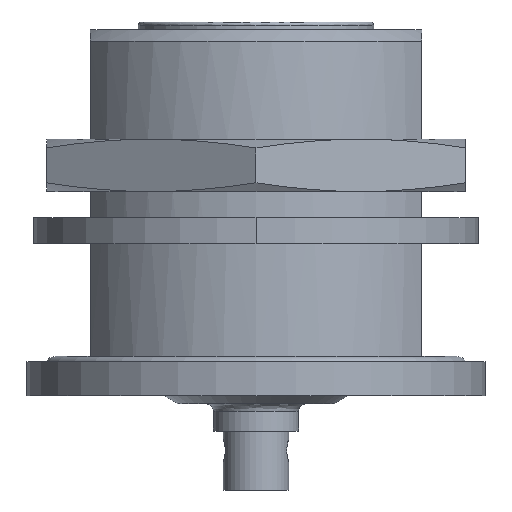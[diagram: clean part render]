
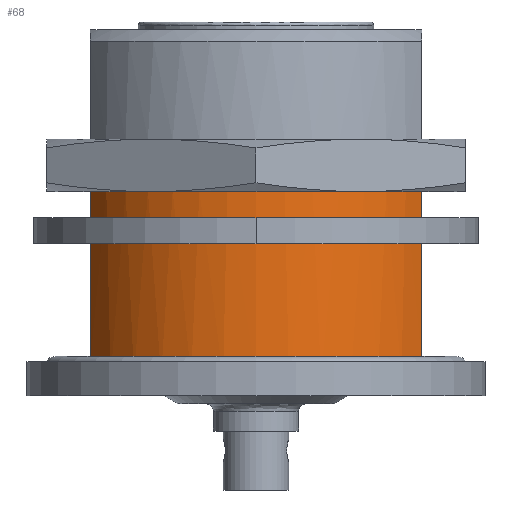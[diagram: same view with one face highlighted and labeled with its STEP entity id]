
A CAD part, front view. The second image highlights one B-rep face of the part: STEP entity #68.
In plain terms, the highlighted cylindrical face has radius 14.5 mm (diameter 29 mm), a partial arc.
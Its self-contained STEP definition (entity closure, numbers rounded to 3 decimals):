
#60 = ORIENTED_EDGE ( 'NONE', *, *, #1568, .T. ) ;
#62 = ORIENTED_EDGE ( 'NONE', *, *, #1621, .T. ) ;
#63 = EDGE_CURVE ( 'NONE', #1165, #1183, #2005, .T. ) ;
#64 = ORIENTED_EDGE ( 'NONE', *, *, #1797, .T. ) ;
#65 = ORIENTED_EDGE ( 'NONE', *, *, #63, .T. ) ;
#66 = ORIENTED_EDGE ( 'NONE', *, *, #1027, .T. ) ;
#68 = ADVANCED_FACE ( 'NONE', ( #2004 ), #1991, .T. ) ;
#69 = EDGE_LOOP ( 'NONE', ( #71, #65, #66, #62, #64, #7128, #7126, #7125, #60 ) ) ;
#71 = ORIENTED_EDGE ( 'NONE', *, *, #1039, .F. ) ;
#1024 = VERTEX_POINT ( 'NONE', #4697 ) ;
#1027 = EDGE_CURVE ( 'NONE', #1183, #1024, #4692, .T. ) ;
#1030 = VERTEX_POINT ( 'NONE', #4696 ) ;
#1039 = EDGE_CURVE ( 'NONE', #1165, #1041, #4790, .T. ) ;
#1041 = VERTEX_POINT ( 'NONE', #4824 ) ;
#1165 = VERTEX_POINT ( 'NONE', #5221 ) ;
#1183 = VERTEX_POINT ( 'NONE', #5362 ) ;
#1228 = EDGE_CURVE ( 'NONE', #1030, #1235, #5473, .T. ) ;
#1235 = VERTEX_POINT ( 'NONE', #5463 ) ;
#1564 = VERTEX_POINT ( 'NONE', #6702 ) ;
#1566 = EDGE_CURVE ( 'NONE', #1235, #1564, #6643, .T. ) ;
#1568 = EDGE_CURVE ( 'NONE', #1564, #1041, #6717, .T. ) ;
#1621 = EDGE_CURVE ( 'NONE', #1024, #1692, #6691, .T. ) ;
#1622 = VERTEX_POINT ( 'NONE', #6753 ) ;
#1692 = VERTEX_POINT ( 'NONE', #6814 ) ;
#1696 = EDGE_CURVE ( 'NONE', #1622, #1030, #6895, .T. ) ;
#1797 = EDGE_CURVE ( 'NONE', #1692, #1622, #6892, .T. ) ;
#1861 = DIRECTION ( 'NONE',  ( 1., 0., 0. ) ) ;
#1865 = DIRECTION ( 'NONE',  ( 0., 0., 1. ) ) ;
#1866 = CARTESIAN_POINT ( 'NONE',  ( 0., 0., 0. ) ) ;
#1915 = DIRECTION ( 'NONE',  ( 1., 0., 0. ) ) ;
#1917 = DIRECTION ( 'NONE',  ( 0., 0., 1. ) ) ;
#1927 = AXIS2_PLACEMENT_3D ( 'NONE', #1866, #1865, #1861 ) ;
#1991 = CYLINDRICAL_SURFACE ( 'NONE', #1927, 14.5 ) ;
#2004 = FACE_OUTER_BOUND ( 'NONE', #69, .T. ) ;
#2005 = CIRCLE ( 'NONE', #2007, 14.5 ) ;
#2006 = CARTESIAN_POINT ( 'NONE',  ( 0., 0., -27.15 ) ) ;
#2007 = AXIS2_PLACEMENT_3D ( 'NONE', #2006, #1917, #1915 ) ;
#4691 = CARTESIAN_POINT ( 'NONE',  ( 14.5, 0., 0. ) ) ;
#4692 = LINE ( 'NONE', #4691, #4714 ) ;
#4696 = CARTESIAN_POINT ( 'NONE',  ( 0., -14.5, -12.892 ) ) ;
#4697 = CARTESIAN_POINT ( 'NONE',  ( 14.5, 0., -25.95 ) ) ;
#4713 = DIRECTION ( 'NONE',  ( 0., 0., 1. ) ) ;
#4714 = VECTOR ( 'NONE', #4713, 1000. ) ;
#4784 = VECTOR ( 'NONE', #4804, 1000. ) ;
#4790 = LINE ( 'NONE', #4805, #4784 ) ;
#4804 = DIRECTION ( 'NONE',  ( 0., 0., 1. ) ) ;
#4805 = CARTESIAN_POINT ( 'NONE',  ( -14.5, 0., 0. ) ) ;
#4824 = CARTESIAN_POINT ( 'NONE',  ( -14.5, 0., -25.95 ) ) ;
#5221 = CARTESIAN_POINT ( 'NONE',  ( -14.5, 0., -27.15 ) ) ;
#5362 = CARTESIAN_POINT ( 'NONE',  ( 14.5, 0., -27.15 ) ) ;
#5459 = DIRECTION ( 'NONE',  ( 1., 0., 0. ) ) ;
#5463 = CARTESIAN_POINT ( 'NONE',  ( -12.65, -7.087, -12.892 ) ) ;
#5470 = AXIS2_PLACEMENT_3D ( 'NONE', #5474, #5490, #5459 ) ;
#5473 = CIRCLE ( 'NONE', #5470, 14.5 ) ;
#5474 = CARTESIAN_POINT ( 'NONE',  ( 0., 0., -12.892 ) ) ;
#5490 = DIRECTION ( 'NONE',  ( 0., 0., -1. ) ) ;
#6635 = VECTOR ( 'NONE', #6712, 1000. ) ;
#6637 = AXIS2_PLACEMENT_3D ( 'NONE', #6726, #6720, #6655 ) ;
#6642 = CARTESIAN_POINT ( 'NONE',  ( -12.65, -7.087, 0. ) ) ;
#6643 = LINE ( 'NONE', #6642, #6635 ) ;
#6655 = DIRECTION ( 'NONE',  ( 1., 0., 0. ) ) ;
#6691 = CIRCLE ( 'NONE', #6637, 14.5 ) ;
#6698 = DIRECTION ( 'NONE',  ( 1., 0., 0. ) ) ;
#6699 = DIRECTION ( 'NONE',  ( 0., 0., -1. ) ) ;
#6700 = CARTESIAN_POINT ( 'NONE',  ( 0., 0., -25.95 ) ) ;
#6701 = AXIS2_PLACEMENT_3D ( 'NONE', #6700, #6699, #6698 ) ;
#6702 = CARTESIAN_POINT ( 'NONE',  ( -12.65, -7.087, -25.95 ) ) ;
#6712 = DIRECTION ( 'NONE',  ( 0., 0., -1. ) ) ;
#6717 = CIRCLE ( 'NONE', #6701, 14.5 ) ;
#6720 = DIRECTION ( 'NONE',  ( 0., 0., -1. ) ) ;
#6726 = CARTESIAN_POINT ( 'NONE',  ( 0., 0., -25.95 ) ) ;
#6753 = CARTESIAN_POINT ( 'NONE',  ( 12.65, -7.087, -12.892 ) ) ;
#6814 = CARTESIAN_POINT ( 'NONE',  ( 12.65, -7.087, -25.95 ) ) ;
#6847 = DIRECTION ( 'NONE',  ( 1., 0., 0. ) ) ;
#6848 = DIRECTION ( 'NONE',  ( 0., 0., -1. ) ) ;
#6850 = AXIS2_PLACEMENT_3D ( 'NONE', #6875, #6848, #6847 ) ;
#6875 = CARTESIAN_POINT ( 'NONE',  ( 0., 0., -12.892 ) ) ;
#6891 = CARTESIAN_POINT ( 'NONE',  ( 12.65, -7.087, 0. ) ) ;
#6892 = LINE ( 'NONE', #6891, #6911 ) ;
#6895 = CIRCLE ( 'NONE', #6850, 14.5 ) ;
#6910 = DIRECTION ( 'NONE',  ( 0., 0., 1. ) ) ;
#6911 = VECTOR ( 'NONE', #6910, 1000. ) ;
#7125 = ORIENTED_EDGE ( 'NONE', *, *, #1566, .T. ) ;
#7126 = ORIENTED_EDGE ( 'NONE', *, *, #1228, .T. ) ;
#7128 = ORIENTED_EDGE ( 'NONE', *, *, #1696, .T. ) ;
